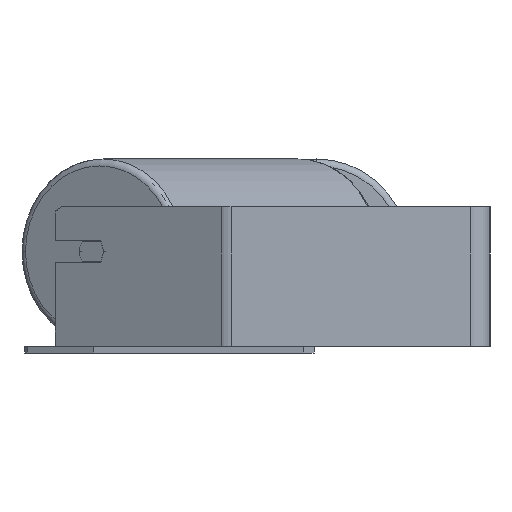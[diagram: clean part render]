
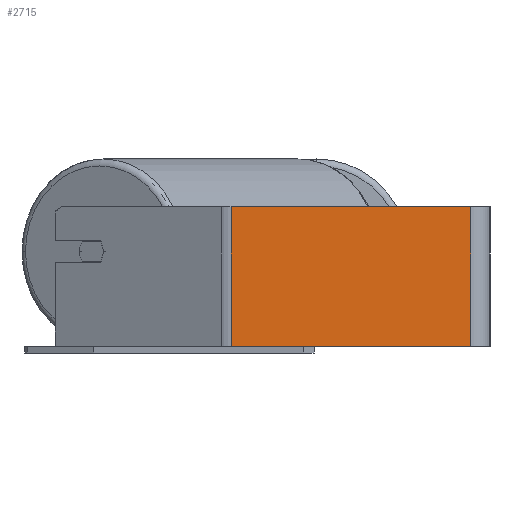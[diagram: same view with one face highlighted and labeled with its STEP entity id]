
A CAD part, left-side view. The second image highlights one B-rep face of the part: STEP entity #2715.
In plain terms, the highlighted planar face has unit normal (-1, 0, 0).
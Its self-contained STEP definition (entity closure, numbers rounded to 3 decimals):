
#342 = CARTESIAN_POINT ( 'NONE',  ( -500., 189.835, 50. ) ) ;
#388 = AXIS2_PLACEMENT_3D ( 'NONE', #8032, #1750, #3482 ) ;
#466 = DIRECTION ( 'NONE',  ( 0., 0., -1. ) ) ;
#609 = CARTESIAN_POINT ( 'NONE',  ( -500., 186.083, 50. ) ) ;
#748 = VERTEX_POINT ( 'NONE', #6765 ) ;
#768 = EDGE_LOOP ( 'NONE', ( #5213, #2357, #3360, #3742 ) ) ;
#1750 = DIRECTION ( 'NONE',  ( 1., 0., 0. ) ) ;
#1783 = LINE ( 'NONE', #8702, #8306 ) ;
#1894 = VECTOR ( 'NONE', #7603, 1000. ) ;
#2357 = ORIENTED_EDGE ( 'NONE', *, *, #5105, .F. ) ;
#2451 = CARTESIAN_POINT ( 'NONE',  ( -500., 14., -50. ) ) ;
#2464 = VECTOR ( 'NONE', #2547, 1000. ) ;
#2547 = DIRECTION ( 'NONE',  ( 0., -1., 0. ) ) ;
#2669 = CARTESIAN_POINT ( 'NONE',  ( -500., 186.083, -50. ) ) ;
#2715 = ADVANCED_FACE ( 'NONE', ( #8081 ), #3806, .F. ) ;
#3020 = EDGE_CURVE ( 'NONE', #6317, #7889, #1783, .T. ) ;
#3360 = ORIENTED_EDGE ( 'NONE', *, *, #4251, .F. ) ;
#3482 = DIRECTION ( 'NONE',  ( 0., 0., -1. ) ) ;
#3742 = ORIENTED_EDGE ( 'NONE', *, *, #4730, .T. ) ;
#3806 = PLANE ( 'NONE',  #388 ) ;
#3881 = DIRECTION ( 'NONE',  ( 0., -1., 0. ) ) ;
#4251 = EDGE_CURVE ( 'NONE', #4512, #748, #8135, .T. ) ;
#4512 = VERTEX_POINT ( 'NONE', #6378 ) ;
#4730 = EDGE_CURVE ( 'NONE', #4512, #6317, #7564, .T. ) ;
#5105 = EDGE_CURVE ( 'NONE', #748, #7889, #8254, .T. ) ;
#5213 = ORIENTED_EDGE ( 'NONE', *, *, #3020, .T. ) ;
#6317 = VERTEX_POINT ( 'NONE', #2669 ) ;
#6378 = CARTESIAN_POINT ( 'NONE',  ( -500., 186.083, 50. ) ) ;
#6765 = CARTESIAN_POINT ( 'NONE',  ( -500., 14., 50. ) ) ;
#6874 = CARTESIAN_POINT ( 'NONE',  ( -500., 14., 50. ) ) ;
#7564 = LINE ( 'NONE', #609, #8610 ) ;
#7603 = DIRECTION ( 'NONE',  ( 0., 0., -1. ) ) ;
#7889 = VERTEX_POINT ( 'NONE', #2451 ) ;
#8032 = CARTESIAN_POINT ( 'NONE',  ( -500., 189.835, 50. ) ) ;
#8081 = FACE_OUTER_BOUND ( 'NONE', #768, .T. ) ;
#8135 = LINE ( 'NONE', #342, #2464 ) ;
#8254 = LINE ( 'NONE', #6874, #1894 ) ;
#8306 = VECTOR ( 'NONE', #3881, 1000. ) ;
#8610 = VECTOR ( 'NONE', #466, 1000. ) ;
#8702 = CARTESIAN_POINT ( 'NONE',  ( -500., 189.835, -50. ) ) ;
